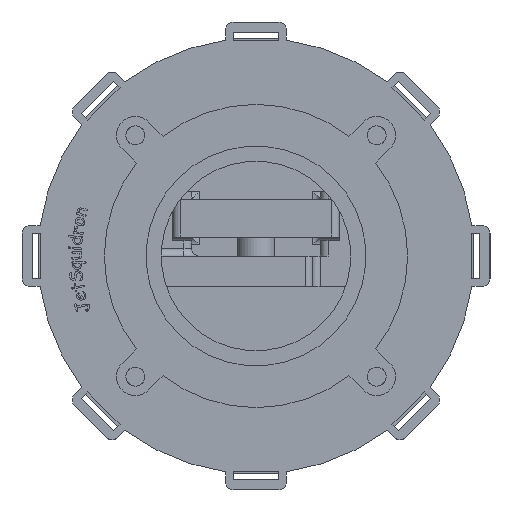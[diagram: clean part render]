
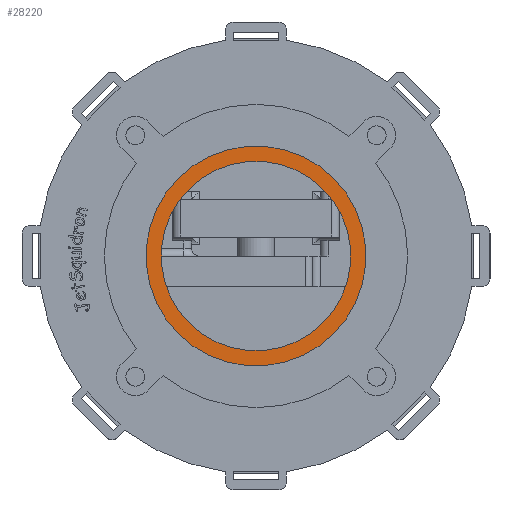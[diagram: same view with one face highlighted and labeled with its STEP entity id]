
A CAD part, left-side view. The second image highlights one B-rep face of the part: STEP entity #28220.
In plain terms, the highlighted face is planar.
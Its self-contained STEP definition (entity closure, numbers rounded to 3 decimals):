
#178 = CARTESIAN_POINT ( 'NONE',  ( 0., 0., -20. ) ) ;
#727 = EDGE_CURVE ( 'NONE', #8872, #17018, #2633, .T. ) ;
#772 = AXIS2_PLACEMENT_3D ( 'NONE', #178, #15539, #25914 ) ;
#1157 = DIRECTION ( 'NONE',  ( 0., 0., -1. ) ) ;
#1300 = PLANE ( 'NONE',  #28345 ) ;
#1640 = CARTESIAN_POINT ( 'NONE',  ( 0., 0., -20. ) ) ;
#2633 = CIRCLE ( 'NONE', #5362, 29. ) ;
#2663 = DIRECTION ( 'NONE',  ( -1., 0., 0. ) ) ;
#2664 = AXIS2_PLACEMENT_3D ( 'NONE', #22374, #22200, #19802 ) ;
#3715 = DIRECTION ( 'NONE',  ( -1., 0., 0. ) ) ;
#5362 = AXIS2_PLACEMENT_3D ( 'NONE', #10908, #1157, #3715 ) ;
#6620 = EDGE_CURVE ( 'NONE', #17018, #8872, #19826, .T. ) ;
#8872 = VERTEX_POINT ( 'NONE', #15646 ) ;
#8979 = DIRECTION ( 'NONE',  ( -1., 0., 0. ) ) ;
#10908 = CARTESIAN_POINT ( 'NONE',  ( 0., 0., -20. ) ) ;
#11136 = AXIS2_PLACEMENT_3D ( 'NONE', #12918, #27892, #2663 ) ;
#12063 = DIRECTION ( 'NONE',  ( 0., 0., -1. ) ) ;
#12774 = CIRCLE ( 'NONE', #772, 25. ) ;
#12918 = CARTESIAN_POINT ( 'NONE',  ( 0., 0., -20. ) ) ;
#15539 = DIRECTION ( 'NONE',  ( 0., 0., 1. ) ) ;
#15646 = CARTESIAN_POINT ( 'NONE',  ( -29., 0., -20. ) ) ;
#17018 = VERTEX_POINT ( 'NONE', #21379 ) ;
#18561 = ORIENTED_EDGE ( 'NONE', *, *, #6620, .T. ) ;
#19674 = ORIENTED_EDGE ( 'NONE', *, *, #31293, .T. ) ;
#19802 = DIRECTION ( 'NONE',  ( -1., 0., 0. ) ) ;
#19826 = CIRCLE ( 'NONE', #11136, 29. ) ;
#20560 = CARTESIAN_POINT ( 'NONE',  ( -25., 0., -20. ) ) ;
#21379 = CARTESIAN_POINT ( 'NONE',  ( 29., 0., -20. ) ) ;
#22200 = DIRECTION ( 'NONE',  ( 0., 0., 1. ) ) ;
#22374 = CARTESIAN_POINT ( 'NONE',  ( 0., 0., -20. ) ) ;
#22624 = EDGE_LOOP ( 'NONE', ( #18561, #26057 ) ) ;
#23340 = CIRCLE ( 'NONE', #2664, 25. ) ;
#24995 = FACE_OUTER_BOUND ( 'NONE', #22624, .T. ) ;
#25914 = DIRECTION ( 'NONE',  ( -1., 0., 0. ) ) ;
#26057 = ORIENTED_EDGE ( 'NONE', *, *, #727, .T. ) ;
#27094 = ORIENTED_EDGE ( 'NONE', *, *, #33212, .T. ) ;
#27589 = EDGE_LOOP ( 'NONE', ( #19674, #27094 ) ) ;
#27892 = DIRECTION ( 'NONE',  ( 0., 0., -1. ) ) ;
#27942 = VERTEX_POINT ( 'NONE', #30961 ) ;
#28220 = ADVANCED_FACE ( 'NONE', ( #32815, #24995 ), #1300, .T. ) ;
#28345 = AXIS2_PLACEMENT_3D ( 'NONE', #1640, #12063, #8979 ) ;
#30961 = CARTESIAN_POINT ( 'NONE',  ( 25., 0., -20. ) ) ;
#31293 = EDGE_CURVE ( 'NONE', #31716, #27942, #12774, .T. ) ;
#31716 = VERTEX_POINT ( 'NONE', #20560 ) ;
#32815 = FACE_BOUND ( 'NONE', #27589, .T. ) ;
#33212 = EDGE_CURVE ( 'NONE', #27942, #31716, #23340, .T. ) ;
